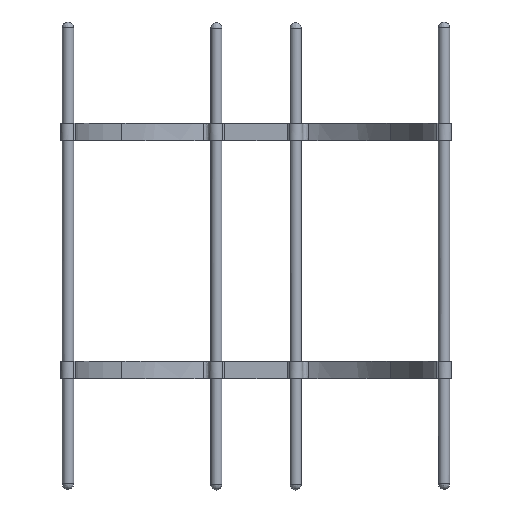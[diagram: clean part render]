
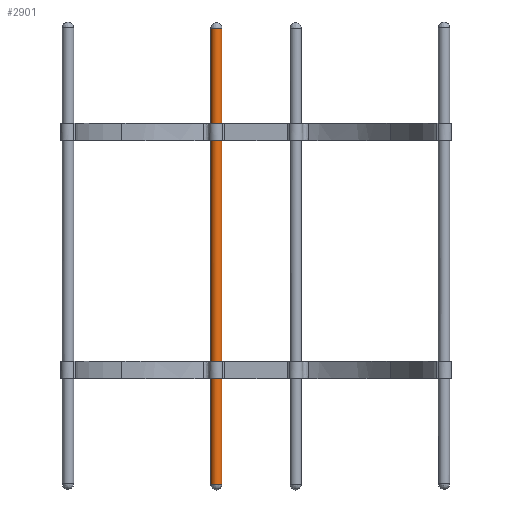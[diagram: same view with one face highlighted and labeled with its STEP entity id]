
A CAD part, top view. The second image highlights one B-rep face of the part: STEP entity #2901.
In plain terms, the highlighted free-form (B-spline) face has degree [2, 1] with [9, 2] control points.
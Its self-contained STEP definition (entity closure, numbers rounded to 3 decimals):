
#2847 = EDGE_CURVE('',#2848,#2850,#2852,.T.);
#2848 = VERTEX_POINT('',#2849);
#2849 = CARTESIAN_POINT('',(-27.127,20.138,
    -82.241));
#2850 = VERTEX_POINT('',#2851);
#2851 = CARTESIAN_POINT('',(-30.749,20.138,
    -78.619));
#2852 = ( BOUNDED_CURVE() B_SPLINE_CURVE(2,(#2853,#2854,#2855,#2856,
#2857),.UNSPECIFIED.,.F.,.F.) B_SPLINE_CURVE_WITH_KNOTS((3,2,3),(
    3.142,5.498,7.854),
.PIECEWISE_BEZIER_KNOTS.) CURVE() GEOMETRIC_REPRESENTATION_ITEM() 
RATIONAL_B_SPLINE_CURVE((1.,0.383,1.,0.383,1.)) 
REPRESENTATION_ITEM('') );
#2853 = CARTESIAN_POINT('',(-27.127,20.138,
    -82.241));
#2854 = CARTESIAN_POINT('',(-27.127,20.138,
    -90.985));
#2855 = CARTESIAN_POINT('',(-33.31,20.138,
    -84.802));
#2856 = CARTESIAN_POINT('',(-39.493,20.138,
    -78.619));
#2857 = CARTESIAN_POINT('',(-30.749,20.138,
    -78.619));
#2868 = EDGE_CURVE('',#2850,#2848,#2869,.T.);
#2869 = ( BOUNDED_CURVE() B_SPLINE_CURVE(2,(#2870,#2871,#2872),
.UNSPECIFIED.,.F.,.F.) B_SPLINE_CURVE_WITH_KNOTS((3,3),(1.571,
3.142),.PIECEWISE_BEZIER_KNOTS.) CURVE() 
GEOMETRIC_REPRESENTATION_ITEM() RATIONAL_B_SPLINE_CURVE((1.,
0.707,1.)) REPRESENTATION_ITEM('') );
#2870 = CARTESIAN_POINT('',(-30.749,20.138,
    -78.619));
#2871 = CARTESIAN_POINT('',(-27.127,20.138,
    -78.619));
#2872 = CARTESIAN_POINT('',(-27.127,20.138,
    -82.241));
#2901 = ADVANCED_FACE('',(#2902),#2930,.T.);
#2902 = FACE_BOUND('',#2903,.T.);
#2903 = EDGE_LOOP('',(#2904,#2914,#2919,#2920,#2921,#2922));
#2904 = ORIENTED_EDGE('',*,*,#2905,.F.);
#2905 = EDGE_CURVE('',#2906,#2908,#2910,.T.);
#2906 = VERTEX_POINT('',#2907);
#2907 = CARTESIAN_POINT('',(-27.127,-271.433,
    -82.241));
#2908 = VERTEX_POINT('',#2909);
#2909 = CARTESIAN_POINT('',(-30.749,-271.433,
    -78.619));
#2910 = ( BOUNDED_CURVE() B_SPLINE_CURVE(2,(#2911,#2912,#2913),
.UNSPECIFIED.,.F.,.F.) B_SPLINE_CURVE_WITH_KNOTS((3,3),(3.142,
4.712),.PIECEWISE_BEZIER_KNOTS.) CURVE() 
GEOMETRIC_REPRESENTATION_ITEM() RATIONAL_B_SPLINE_CURVE((1.,
0.707,1.)) REPRESENTATION_ITEM('') );
#2911 = CARTESIAN_POINT('',(-27.127,-271.433,
    -82.241));
#2912 = CARTESIAN_POINT('',(-27.127,-271.433,
    -78.619));
#2913 = CARTESIAN_POINT('',(-30.749,-271.433,
    -78.619));
#2914 = ORIENTED_EDGE('',*,*,#2915,.T.);
#2915 = EDGE_CURVE('',#2906,#2848,#2916,.T.);
#2916 = B_SPLINE_CURVE_WITH_KNOTS('',1,(#2917,#2918),.UNSPECIFIED.,.F.,
  .F.,(2,2),(-311.777,10.241),.PIECEWISE_BEZIER_KNOTS.);
#2917 = CARTESIAN_POINT('',(-27.127,-271.433,
    -82.241));
#2918 = CARTESIAN_POINT('',(-27.127,20.138,
    -82.241));
#2919 = ORIENTED_EDGE('',*,*,#2868,.F.);
#2920 = ORIENTED_EDGE('',*,*,#2847,.F.);
#2921 = ORIENTED_EDGE('',*,*,#2915,.F.);
#2922 = ORIENTED_EDGE('',*,*,#2923,.F.);
#2923 = EDGE_CURVE('',#2908,#2906,#2924,.T.);
#2924 = ( BOUNDED_CURVE() B_SPLINE_CURVE(2,(#2925,#2926,#2927,#2928,
#2929),.UNSPECIFIED.,.F.,.F.) B_SPLINE_CURVE_WITH_KNOTS((3,2,3),(
    4.712,7.069,9.425),
.PIECEWISE_BEZIER_KNOTS.) CURVE() GEOMETRIC_REPRESENTATION_ITEM() 
RATIONAL_B_SPLINE_CURVE((1.,0.383,1.,0.383,1.)) 
REPRESENTATION_ITEM('') );
#2925 = CARTESIAN_POINT('',(-30.749,-271.433,
    -78.619));
#2926 = CARTESIAN_POINT('',(-39.493,-271.433,
    -78.619));
#2927 = CARTESIAN_POINT('',(-33.31,-271.433,
    -84.802));
#2928 = CARTESIAN_POINT('',(-27.127,-271.433,
    -90.985));
#2929 = CARTESIAN_POINT('',(-27.127,-271.433,
    -82.241));
#2930 = ( BOUNDED_SURFACE() B_SPLINE_SURFACE(2,1,(
    (#2931,#2932)
    ,(#2933,#2934)
    ,(#2935,#2936)
    ,(#2937,#2938)
    ,(#2939,#2940)
    ,(#2941,#2942)
    ,(#2943,#2944)
    ,(#2945,#2946)
    ,(#2947,#2948
)),.UNSPECIFIED.,.T.,.F.,.F.) B_SPLINE_SURFACE_WITH_KNOTS((3,2,2,2,3),(2
    ,2),(3.142,4.189,6.283,8.378,
    9.425),(-10.241,311.777),.UNSPECIFIED.) 
GEOMETRIC_REPRESENTATION_ITEM() RATIONAL_B_SPLINE_SURFACE((
    (0.75,0.75)
    ,(0.75,0.75)
    ,(1.,1.)
    ,(0.5,0.5)
    ,(1.,1.)
    ,(0.5,0.5)
    ,(1.,1.)
    ,(0.75,0.75)
,(0.75,0.75))) REPRESENTATION_ITEM('') SURFACE() );
#2931 = CARTESIAN_POINT('',(-27.127,20.138,
    -82.241));
#2932 = CARTESIAN_POINT('',(-27.127,-271.433,
    -82.241));
#2933 = CARTESIAN_POINT('',(-27.127,20.138,
    -80.15));
#2934 = CARTESIAN_POINT('',(-27.127,-271.433,
    -80.15));
#2935 = CARTESIAN_POINT('',(-28.938,20.138,
    -79.104));
#2936 = CARTESIAN_POINT('',(-28.938,-271.433,
    -79.104));
#2937 = CARTESIAN_POINT('',(-34.371,20.138,
    -75.968));
#2938 = CARTESIAN_POINT('',(-34.371,-271.433,
    -75.968));
#2939 = CARTESIAN_POINT('',(-34.371,20.138,
    -82.241));
#2940 = CARTESIAN_POINT('',(-34.371,-271.433,
    -82.241));
#2941 = CARTESIAN_POINT('',(-34.371,20.138,
    -88.514));
#2942 = CARTESIAN_POINT('',(-34.371,-271.433,
    -88.514));
#2943 = CARTESIAN_POINT('',(-28.938,20.138,
    -85.377));
#2944 = CARTESIAN_POINT('',(-28.938,-271.433,
    -85.377));
#2945 = CARTESIAN_POINT('',(-27.127,20.138,
    -84.332));
#2946 = CARTESIAN_POINT('',(-27.127,-271.433,
    -84.332));
#2947 = CARTESIAN_POINT('',(-27.127,20.138,
    -82.241));
#2948 = CARTESIAN_POINT('',(-27.127,-271.433,
    -82.241));
